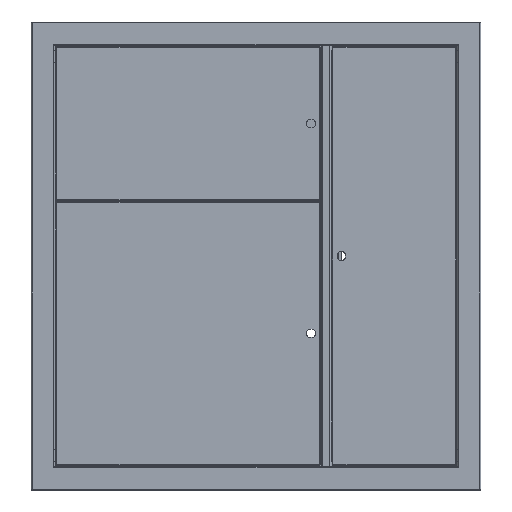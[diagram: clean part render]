
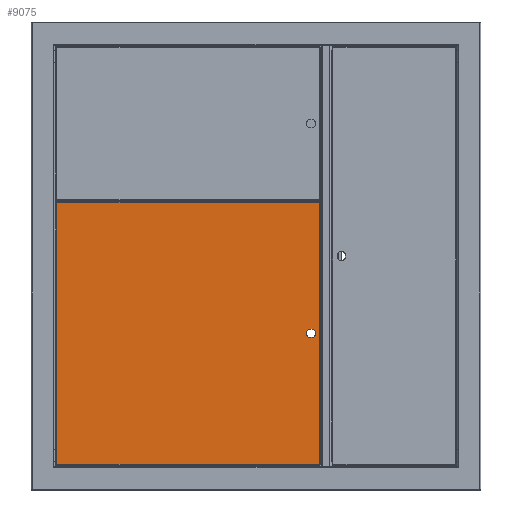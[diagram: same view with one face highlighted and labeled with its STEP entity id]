
A CAD part, top view. The second image highlights one B-rep face of the part: STEP entity #9075.
In plain terms, the highlighted planar face has unit normal (0, 0, 1).
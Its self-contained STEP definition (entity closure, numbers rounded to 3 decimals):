
#9075=ADVANCED_FACE('',(#24254,#24256),#24258,.T.);
#24254=FACE_BOUND('',#24255,.T.);
#24255=EDGE_LOOP('',(#37381,#37382,#37383,#37384));
#24256=FACE_BOUND('',#24257,.T.);
#24257=EDGE_LOOP('',(#37385,#37386,#37387,#37388));
#24258=PLANE('',#24259);
#24259=AXIS2_PLACEMENT_3D('',#24260,#24261,#24262);
#24260=CARTESIAN_POINT('',(0.,0.,0.));
#24261=DIRECTION('',(0.,0.,1.));
#24262=DIRECTION('',(1.,0.,0.));
#37381=ORIENTED_EDGE('',*,*,#44200,.T.);
#37382=ORIENTED_EDGE('',*,*,#44337,.T.);
#37383=ORIENTED_EDGE('',*,*,#44338,.T.);
#37384=ORIENTED_EDGE('',*,*,#44339,.T.);
#37385=ORIENTED_EDGE('',*,*,#44340,.T.);
#37386=ORIENTED_EDGE('',*,*,#44341,.T.);
#37387=ORIENTED_EDGE('',*,*,#44342,.T.);
#37388=ORIENTED_EDGE('',*,*,#44343,.T.);
#44200=EDGE_CURVE('',#49608,#49605,#49609,.T.);
#44337=EDGE_CURVE('',#49605,#49698,#49831,.T.);
#44338=EDGE_CURVE('',#49698,#49832,#49833,.T.);
#44339=EDGE_CURVE('',#49832,#49608,#49834,.T.);
#44340=EDGE_CURVE('',#49835,#49836,#49837,.F.);
#44341=EDGE_CURVE('',#49836,#49838,#49839,.F.);
#44342=EDGE_CURVE('',#49838,#49840,#49841,.F.);
#44343=EDGE_CURVE('',#49840,#49835,#49842,.F.);
#49605=VERTEX_POINT('',#60965);
#49608=VERTEX_POINT('',#61020);
#49609=LINE('',#61021,#61022);
#49698=VERTEX_POINT('',#61282);
#49831=LINE('',#61656,#61657);
#49832=VERTEX_POINT('',#61659);
#49833=LINE('',#61660,#61661);
#49834=LINE('',#61663,#61664);
#49835=VERTEX_POINT('',#61666);
#49836=VERTEX_POINT('',#61667);
#49837=CIRCLE('',#61668,9.75);
#49838=VERTEX_POINT('',#61672);
#49839=LINE('',#61673,#61674);
#49840=VERTEX_POINT('',#61676);
#49841=CIRCLE('',#61677,9.75);
#49842=LINE('',#61681,#61682);
#60965=CARTESIAN_POINT('',(135.5,-385.5,0.));
#61020=CARTESIAN_POINT('',(135.5,-945.5,0.));
#61021=CARTESIAN_POINT('',(135.5,-945.5,0.));
#61022=VECTOR('',#61023,1.);
#61023=DIRECTION('',(0.,1.,0.));
#61282=CARTESIAN_POINT('',(-425.5,-385.5,0.));
#61656=CARTESIAN_POINT('',(135.5,-385.5,0.));
#61657=VECTOR('',#61658,1.);
#61658=DIRECTION('',(-1.,0.,0.));
#61659=CARTESIAN_POINT('',(-425.5,-945.5,0.));
#61660=CARTESIAN_POINT('',(-425.5,-385.5,0.));
#61661=VECTOR('',#61662,1.);
#61662=DIRECTION('',(0.,-1.,0.));
#61663=CARTESIAN_POINT('',(-425.5,-945.5,0.));
#61664=VECTOR('',#61665,1.);
#61665=DIRECTION('',(1.,0.,0.));
#61666=CARTESIAN_POINT('',(122.276,-657.,0.));
#61667=CARTESIAN_POINT('',(122.276,-674.,0.));
#61668=AXIS2_PLACEMENT_3D('',#61669,#61670,#61671);
#61669=CARTESIAN_POINT('',(117.5,-665.5,0.));
#61670=DIRECTION('',(0.,0.,1.));
#61671=DIRECTION('',(0.49,-0.872,0.));
#61672=CARTESIAN_POINT('',(112.724,-674.,0.));
#61673=CARTESIAN_POINT('',(112.724,-674.,0.));
#61674=VECTOR('',#61675,1.);
#61675=DIRECTION('',(1.,0.,0.));
#61676=CARTESIAN_POINT('',(112.724,-657.,0.));
#61677=AXIS2_PLACEMENT_3D('',#61678,#61679,#61680);
#61678=CARTESIAN_POINT('',(117.5,-665.5,0.));
#61679=DIRECTION('',(0.,0.,1.));
#61680=DIRECTION('',(-0.49,0.872,0.));
#61681=CARTESIAN_POINT('',(122.276,-657.,0.));
#61682=VECTOR('',#61683,1.);
#61683=DIRECTION('',(-1.,0.,0.));
